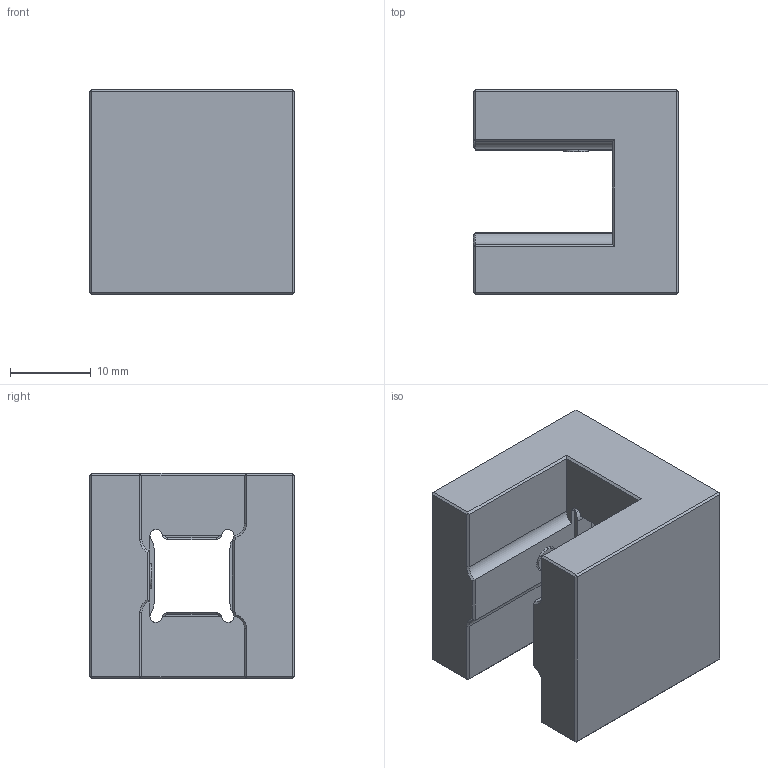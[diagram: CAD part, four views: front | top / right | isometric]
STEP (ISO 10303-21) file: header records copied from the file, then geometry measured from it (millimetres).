
FILE_DESCRIPTION (( 'STEP AP214' ), '1' );
FILE_NAME ('1.6.4.49_ZSJ-1F10_分束镜安装座转接件，边长25.4mm(1.0英寸)转10mm.STEP', '2021-07-30T06:03:38', ( 'Microsoft' ), ( 'Microsoft' ), 'SwSTEP 2.0', 'SolidWorks 2018', '' );
FILE_SCHEMA (( 'AUTOMOTIVE_DESIGN' ));
Length unit declared in the file: millimetre
Products named in the file (1): 1.6.4.49_ZSJ-1F10_分束镜安装座转接件，边长25.4mm(1.0英寸)转10mm
Bounding box: 25.4 x 25.4 x 25.4 mm (x, y, z)
Surface area: 4633.9 mm2 (no closed solid volume)
Topology: 0 solids, 3 shells, 139 faces, 332 edges, 196 vertices
Faces by surface type: plane 81, cone 32, cylinder 26
Entity records: 5510 total; most frequent: CARTESIAN_POINT 726, DIRECTION 694, ORIENTED_EDGE 648, EDGE_CURVE 332, AXIS2_PLACEMENT_3D 236, VECTOR 222, LINE 222, VERTEX_POINT 196
